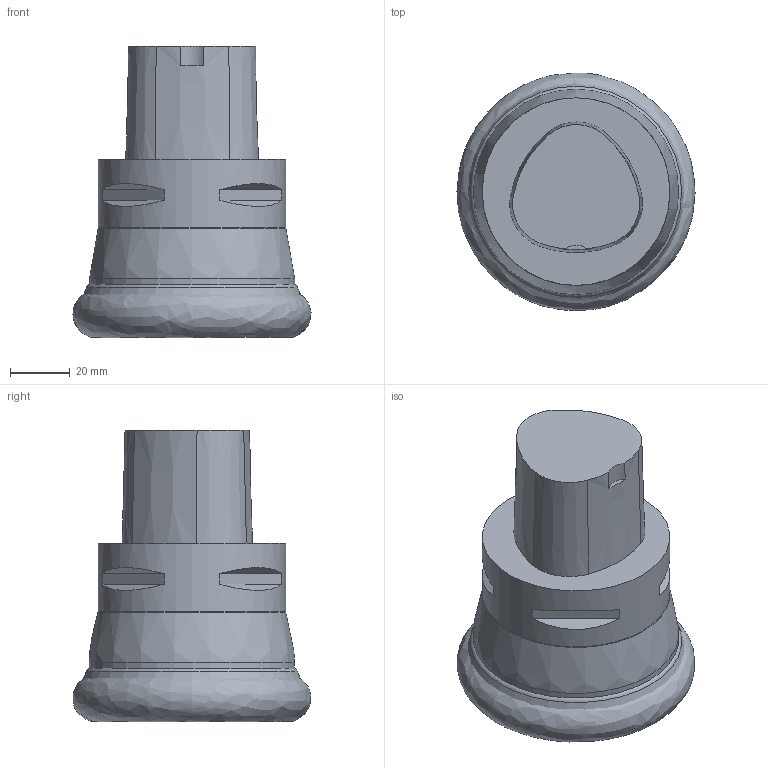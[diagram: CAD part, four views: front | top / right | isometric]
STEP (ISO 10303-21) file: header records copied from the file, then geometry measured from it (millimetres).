
FILE_DESCRIPTION(/* description */ (''),/* implementation_level */ '2;1');
FILE_NAME(/* name */ 'toolassembly_1.stp',/* time_stamp */ '2018-10-03T14:23:57+02:00',/* author */ (''),/* organization */ ('SMS'),/* preprocessor_version */ 'ST-DEVELOPER v15',/* originating_system */ 'SIEMENS PLM Software NX 8.5',/* authorisation */ '');
FILE_SCHEMA (('AUTOMOTIVE_DESIGN { 1 0 10303 214 3 1 1 1 }'));
Length unit declared in the file: millimetre
Products named in the file (4): ASSEMBLY_CONSTRUCTION; CUT_20181003142306; NOCUT_20181003142302; TOOLASSEMBLY_1
Assembly tree (3 placements, depth 2):
  TOOLASSEMBLY_1
    NOCUT_20181003142302
    CUT_20181003142306
    ASSEMBLY_CONSTRUCTION
Bounding box: 79.97 x 79.75 x 98 mm (x, y, z)
Volume: 293555.7 mm3; surface area: 35292 mm2
Topology: 2 solids, 2 shells, 37 faces, 81 edges, 62 vertices
Faces by surface type: plane 17, cone 9, torus 6, cylinder 3, revolution 1, bspline 1
Full cylindrical faces by diameter (mm): 63 x1, 68.906 x1
Entity records: 2696 total; most frequent: CARTESIAN_POINT 1719, DIRECTION 197, ORIENTED_EDGE 124, AXIS2_PLACEMENT_3D 87, EDGE_CURVE 62, EDGE_LOOP 54, VERTEX_POINT 47, ADVANCED_FACE 37
